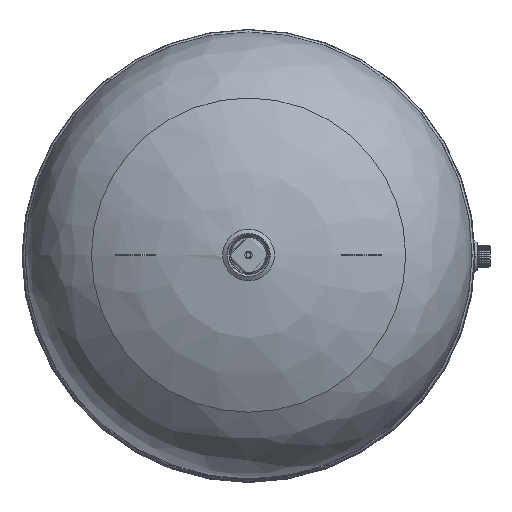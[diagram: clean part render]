
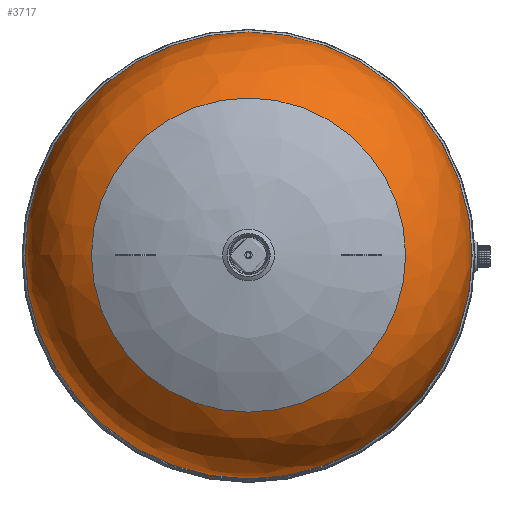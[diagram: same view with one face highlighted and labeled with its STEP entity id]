
A CAD part, top view. The second image highlights one B-rep face of the part: STEP entity #3717.
In plain terms, the highlighted free-form (B-spline) face has degree [2, 2] with [3, 9] control points.
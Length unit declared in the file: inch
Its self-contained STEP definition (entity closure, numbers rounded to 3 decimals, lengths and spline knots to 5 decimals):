
#17=(
BOUNDED_CURVE()
B_SPLINE_CURVE(2,(#6243,#6244,#6245),.UNSPECIFIED.,.F.,.F.)
B_SPLINE_CURVE_WITH_KNOTS((3,3),(0.01232,1.06688),
 .UNSPECIFIED.)
CURVE()
GEOMETRIC_REPRESENTATION_ITEM()
RATIONAL_B_SPLINE_CURVE((1.,0.864,1.))
REPRESENTATION_ITEM('')
);
#23=(
BOUNDED_SURFACE()
B_SPLINE_SURFACE(2,2,((#6216,#6217,#6218,#6219,#6220,#6221,#6222,#6223,
#6224),(#6225,#6226,#6227,#6228,#6229,#6230,#6231,#6232,#6233),(#6234,#6235,
#6236,#6237,#6238,#6239,#6240,#6241,#6242)),.UNSPECIFIED.,.F.,.T.,.F.)
B_SPLINE_SURFACE_WITH_KNOTS((3,3),(3,2,2,2,3),(-1.06688,-0.01232),
(-3.14159,-1.5708,0.,1.5708,3.14159),
 .UNSPECIFIED.)
GEOMETRIC_REPRESENTATION_ITEM()
RATIONAL_B_SPLINE_SURFACE(((1.,0.707,1.,0.707,1.,
0.707,1.,0.707,1.),(0.864,0.611,
0.864,0.611,0.864,0.611,
0.864,0.611,0.864),(1.,0.707,
1.,0.707,1.,0.707,1.,0.707,1.)))
REPRESENTATION_ITEM('')
SURFACE()
);
#422=FACE_OUTER_BOUND('',#673,.T.);
#673=EDGE_LOOP('',(#2749,#2750,#2751,#2752));
#1325=CIRCLE('',#4046,14.76378);
#1326=CIRCLE('',#4047,10.38679);
#1558=VERTEX_POINT('',#6125);
#1559=VERTEX_POINT('',#6154);
#1978=EDGE_CURVE('',#1558,#1558,#1325,.T.);
#1979=EDGE_CURVE('',#1559,#1559,#1326,.T.);
#2009=EDGE_CURVE('',#1558,#1559,#17,.T.);
#2749=ORIENTED_EDGE('',*,*,#1978,.T.);
#2750=ORIENTED_EDGE('',*,*,#2009,.T.);
#2751=ORIENTED_EDGE('',*,*,#1979,.F.);
#2752=ORIENTED_EDGE('',*,*,#2009,.F.);
#3717=ADVANCED_FACE('',(#422),#23,.T.);
#4046=AXIS2_PLACEMENT_3D('',#6126,#4750,#4751);
#4047=AXIS2_PLACEMENT_3D('',#6155,#4752,#4753);
#4750=DIRECTION('center_axis',(0.,0.,1.));
#4751=DIRECTION('ref_axis',(-1.,0.,0.));
#4752=DIRECTION('center_axis',(0.,0.,1.));
#4753=DIRECTION('ref_axis',(-1.,0.,0.));
#6125=CARTESIAN_POINT('',(-47.26919,0.,1082.25825));
#6126=CARTESIAN_POINT('Origin',(-32.50541,0.,1082.25825));
#6154=CARTESIAN_POINT('',(-42.8922,0.,1089.56679));
#6155=CARTESIAN_POINT('Origin',(-32.50541,0.,1089.56679));
#6216=CARTESIAN_POINT('Ctrl Pts',(-42.8922,0.,1089.56679));
#6217=CARTESIAN_POINT('Ctrl Pts',(-42.8922,-10.38679,1089.56679));
#6218=CARTESIAN_POINT('Ctrl Pts',(-32.50541,-10.38679,1089.56679));
#6219=CARTESIAN_POINT('Ctrl Pts',(-22.11862,-10.38679,1089.56679));
#6220=CARTESIAN_POINT('Ctrl Pts',(-22.11862,0.,1089.56679));
#6221=CARTESIAN_POINT('Ctrl Pts',(-22.11862,10.38679,1089.56679));
#6222=CARTESIAN_POINT('Ctrl Pts',(-32.50541,10.38679,1089.56679));
#6223=CARTESIAN_POINT('Ctrl Pts',(-42.8922,10.38679,1089.56679));
#6224=CARTESIAN_POINT('Ctrl Pts',(-42.8922,0.,1089.56679));
#6225=CARTESIAN_POINT('Ctrl Pts',(-47.20845,0.,1087.18681));
#6226=CARTESIAN_POINT('Ctrl Pts',(-47.20845,-14.70304,1087.18681));
#6227=CARTESIAN_POINT('Ctrl Pts',(-32.50541,-14.70304,1087.18681));
#6228=CARTESIAN_POINT('Ctrl Pts',(-17.80237,-14.70304,1087.18681));
#6229=CARTESIAN_POINT('Ctrl Pts',(-17.80237,0.,1087.18681));
#6230=CARTESIAN_POINT('Ctrl Pts',(-17.80237,14.70304,1087.18681));
#6231=CARTESIAN_POINT('Ctrl Pts',(-32.50541,14.70304,1087.18681));
#6232=CARTESIAN_POINT('Ctrl Pts',(-47.20845,14.70304,1087.18681));
#6233=CARTESIAN_POINT('Ctrl Pts',(-47.20845,0.,1087.18681));
#6234=CARTESIAN_POINT('Ctrl Pts',(-47.26919,0.,1082.25825));
#6235=CARTESIAN_POINT('Ctrl Pts',(-47.26919,-14.76378,1082.25825));
#6236=CARTESIAN_POINT('Ctrl Pts',(-32.50541,-14.76378,1082.25825));
#6237=CARTESIAN_POINT('Ctrl Pts',(-17.74163,-14.76378,1082.25825));
#6238=CARTESIAN_POINT('Ctrl Pts',(-17.74163,0.,1082.25825));
#6239=CARTESIAN_POINT('Ctrl Pts',(-17.74163,14.76378,1082.25825));
#6240=CARTESIAN_POINT('Ctrl Pts',(-32.50541,14.76378,1082.25825));
#6241=CARTESIAN_POINT('Ctrl Pts',(-47.26919,14.76378,1082.25825));
#6242=CARTESIAN_POINT('Ctrl Pts',(-47.26919,0.,1082.25825));
#6243=CARTESIAN_POINT('Ctrl Pts',(-47.26919,0.,1082.25825));
#6244=CARTESIAN_POINT('Ctrl Pts',(-47.20845,0.,1087.18681));
#6245=CARTESIAN_POINT('Ctrl Pts',(-42.8922,0.,1089.56679));
